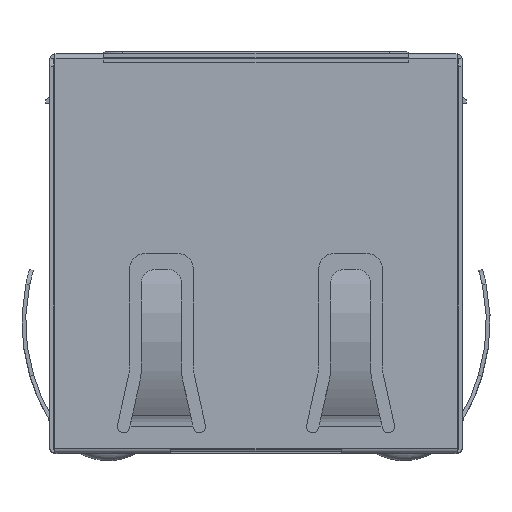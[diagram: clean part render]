
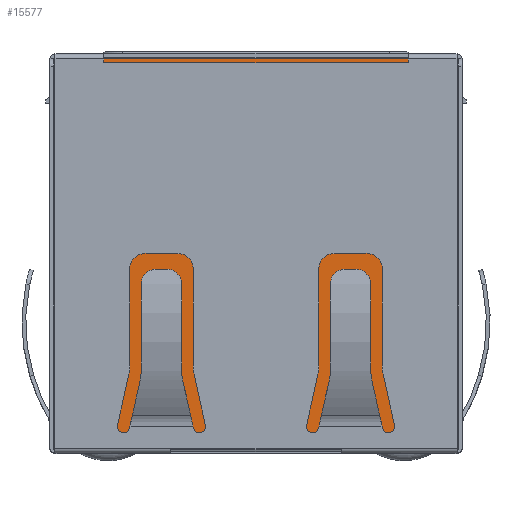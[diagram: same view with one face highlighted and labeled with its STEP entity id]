
A CAD part, top view. The second image highlights one B-rep face of the part: STEP entity #15577.
In plain terms, the highlighted planar face has unit normal (0, 0, 1).
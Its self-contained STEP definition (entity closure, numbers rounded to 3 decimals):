
#409=PLANE('',#16448);
#930=FACE_OUTER_BOUND('',#1757,.T.);
#1757=EDGE_LOOP('',(#10454,#10455,#10456,#10457,#10458,#10459,#10460,#10461));
#2753=LINE('',#22506,#4333);
#2779=LINE('',#22555,#4359);
#2813=LINE('',#22621,#4393);
#2814=LINE('',#22624,#4394);
#2816=LINE('',#22627,#4396);
#2817=LINE('',#22630,#4397);
#2818=LINE('',#22632,#4398);
#2819=LINE('',#22633,#4399);
#4333=VECTOR('',#18065,1.);
#4359=VECTOR('',#18099,1.);
#4393=VECTOR('',#18135,1.);
#4394=VECTOR('',#18138,1.);
#4396=VECTOR('',#18142,1.);
#4397=VECTOR('',#18145,1.);
#4398=VECTOR('',#18146,1.);
#4399=VECTOR('',#18147,1.);
#6407=VERTEX_POINT('',#22503);
#6408=VERTEX_POINT('',#22505);
#6426=VERTEX_POINT('',#22552);
#6427=VERTEX_POINT('',#22554);
#6458=VERTEX_POINT('',#22619);
#6459=VERTEX_POINT('',#22623);
#6460=VERTEX_POINT('',#22629);
#6461=VERTEX_POINT('',#22631);
#7956=EDGE_CURVE('',#6408,#6407,#2753,.T.);
#7982=EDGE_CURVE('',#6427,#6426,#2779,.T.);
#8016=EDGE_CURVE('',#6458,#6427,#2813,.T.);
#8017=EDGE_CURVE('',#6459,#6458,#2814,.T.);
#8019=EDGE_CURVE('',#6407,#6459,#2816,.T.);
#8020=EDGE_CURVE('',#6408,#6460,#2817,.T.);
#8021=EDGE_CURVE('',#6426,#6461,#2818,.T.);
#8022=EDGE_CURVE('',#6461,#6460,#2819,.T.);
#10454=ORIENTED_EDGE('',*,*,#8020,.F.);
#10455=ORIENTED_EDGE('',*,*,#7956,.T.);
#10456=ORIENTED_EDGE('',*,*,#8019,.T.);
#10457=ORIENTED_EDGE('',*,*,#8017,.T.);
#10458=ORIENTED_EDGE('',*,*,#8016,.T.);
#10459=ORIENTED_EDGE('',*,*,#7982,.T.);
#10460=ORIENTED_EDGE('',*,*,#8021,.T.);
#10461=ORIENTED_EDGE('',*,*,#8022,.T.);
#15577=ADVANCED_FACE('',(#930),#409,.T.);
#16448=AXIS2_PLACEMENT_3D('',#22628,#18143,#18144);
#18065=DIRECTION('',(-1.,0.,0.));
#18099=DIRECTION('',(1.,0.,0.));
#18135=DIRECTION('',(0.,-1.,0.));
#18138=DIRECTION('',(-0.707,-0.707,0.));
#18142=DIRECTION('',(0.,-1.,0.));
#18143=DIRECTION('center_axis',(0.,0.,1.));
#18144=DIRECTION('ref_axis',(1.,0.,0.));
#18145=DIRECTION('',(0.,-1.,0.));
#18146=DIRECTION('',(0.,1.,0.));
#18147=DIRECTION('',(-0.707,0.707,0.));
#22503=CARTESIAN_POINT('',(-7.63,4.42,13.021));
#22505=CARTESIAN_POINT('',(7.63,4.42,13.021));
#22506=CARTESIAN_POINT('',(7.63,4.42,13.021));
#22552=CARTESIAN_POINT('',(7.93,-10.93,13.021));
#22554=CARTESIAN_POINT('',(-7.93,-10.93,13.021));
#22555=CARTESIAN_POINT('',(-7.93,-10.93,13.021));
#22619=CARTESIAN_POINT('',(-7.93,0.42,13.021));
#22621=CARTESIAN_POINT('',(-7.93,0.42,13.021));
#22623=CARTESIAN_POINT('',(-7.63,0.72,13.021));
#22624=CARTESIAN_POINT('',(-7.63,0.72,13.021));
#22627=CARTESIAN_POINT('',(-7.63,4.42,13.021));
#22628=CARTESIAN_POINT('Origin',(0.,-3.255,13.021));
#22629=CARTESIAN_POINT('',(7.63,0.72,13.021));
#22630=CARTESIAN_POINT('',(7.63,4.42,13.021));
#22631=CARTESIAN_POINT('',(7.93,0.42,13.021));
#22632=CARTESIAN_POINT('',(7.93,-10.93,13.021));
#22633=CARTESIAN_POINT('',(7.93,0.42,13.021));
